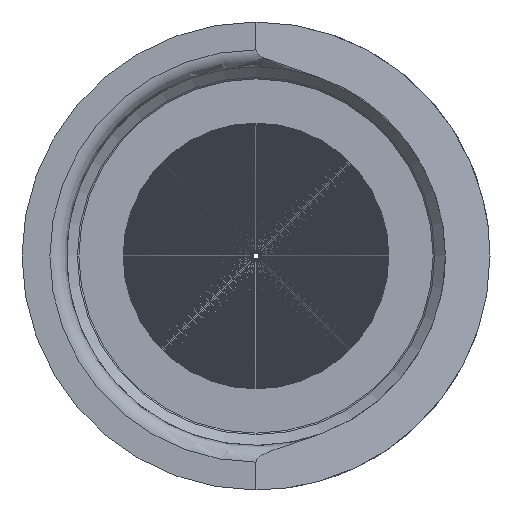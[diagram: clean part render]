
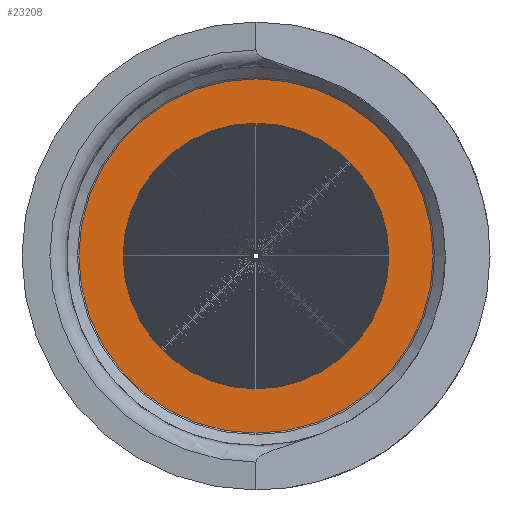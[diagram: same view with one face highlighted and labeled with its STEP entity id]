
A CAD part, left-side view. The second image highlights one B-rep face of the part: STEP entity #23208.
In plain terms, the highlighted planar face has unit normal (-1, 0, 0).
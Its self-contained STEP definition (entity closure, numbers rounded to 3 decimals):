
#29=FACE_BOUND('',#6116,.T.);
#35=PLANE('',#26894);
#4891=FACE_OUTER_BOUND('',#6115,.T.);
#6115=EDGE_LOOP('',(#21981,#21982));
#6116=EDGE_LOOP('',(#21983,#21984));
#6140=CIRCLE('',#23268,0.85);
#6143=CIRCLE('',#23271,0.85);
#8556=CIRCLE('',#26892,0.596);
#8557=CIRCLE('',#26893,0.596);
#8584=VERTEX_POINT('',#35539);
#8585=VERTEX_POINT('',#35540);
#11000=VERTEX_POINT('',#42786);
#11001=VERTEX_POINT('',#42788);
#11037=EDGE_CURVE('',#8584,#8585,#6140,.T.);
#11041=EDGE_CURVE('',#8585,#8584,#6143,.T.);
#14661=EDGE_CURVE('',#11001,#11000,#8556,.T.);
#14662=EDGE_CURVE('',#11000,#11001,#8557,.T.);
#21981=ORIENTED_EDGE('',*,*,#11037,.F.);
#21982=ORIENTED_EDGE('',*,*,#11041,.F.);
#21983=ORIENTED_EDGE('',*,*,#14661,.T.);
#21984=ORIENTED_EDGE('',*,*,#14662,.T.);
#23208=ADVANCED_FACE('',(#4891,#29),#35,.T.);
#23268=AXIS2_PLACEMENT_3D('',#35541,#26981,#26982);
#23271=AXIS2_PLACEMENT_3D('',#35547,#26988,#26989);
#26892=AXIS2_PLACEMENT_3D('',#42789,#35437,#35438);
#26893=AXIS2_PLACEMENT_3D('',#42790,#35439,#35440);
#26894=AXIS2_PLACEMENT_3D('',#42791,#35441,#35442);
#26981=DIRECTION('center_axis',(1.,0.,0.));
#26982=DIRECTION('ref_axis',(0.,0.,-1.));
#26988=DIRECTION('center_axis',(1.,0.,0.));
#26989=DIRECTION('ref_axis',(0.,0.,-1.));
#35437=DIRECTION('center_axis',(1.,0.,0.));
#35438=DIRECTION('ref_axis',(0.,0.,-1.));
#35439=DIRECTION('center_axis',(1.,0.,0.));
#35440=DIRECTION('ref_axis',(0.,0.,-1.));
#35441=DIRECTION('center_axis',(-1.,0.,0.));
#35442=DIRECTION('ref_axis',(0.,0.,1.));
#35539=CARTESIAN_POINT('',(0.,0.85,0.));
#35540=CARTESIAN_POINT('',(0.,-0.85,0.));
#35541=CARTESIAN_POINT('Origin',(0.,0.,
0.));
#35547=CARTESIAN_POINT('Origin',(0.,0.,
0.));
#42786=CARTESIAN_POINT('',(0.,-0.596,0.));
#42788=CARTESIAN_POINT('',(0.,0.596,0.));
#42789=CARTESIAN_POINT('Origin',(0.,0.,
0.));
#42790=CARTESIAN_POINT('Origin',(0.,0.,
0.));
#42791=CARTESIAN_POINT('Origin',(0.,0.85,0.));
